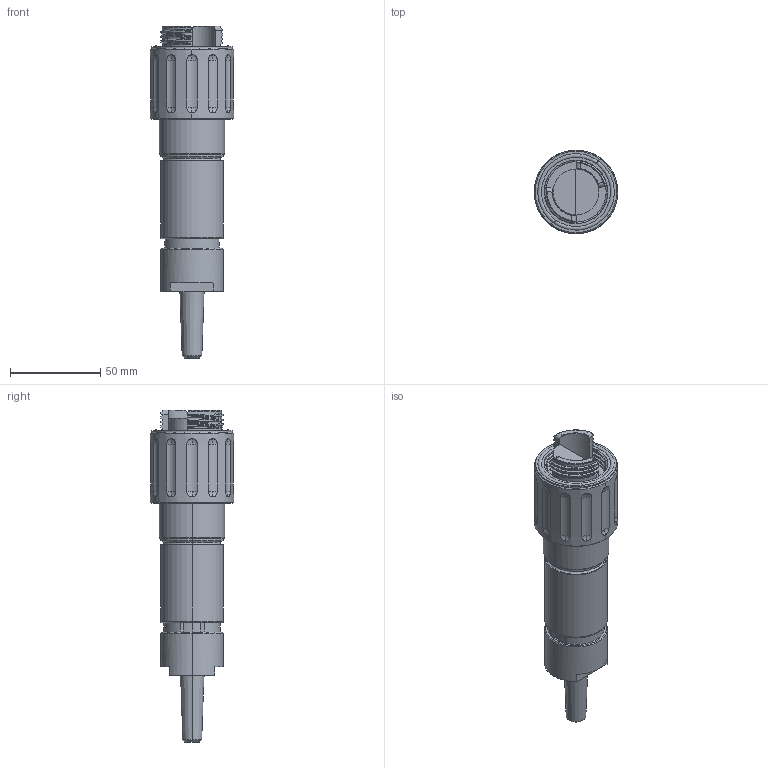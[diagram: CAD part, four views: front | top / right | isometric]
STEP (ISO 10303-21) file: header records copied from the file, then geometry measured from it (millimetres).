
FILE_DESCRIPTION (( 'STEP AP203' ), '1' );
FILE_NAME ('Size 21 Hermaphroditic Plug Body.STEP', '2019-03-29T16:57:17', ( '' ), ( '' ), 'SwSTEP 2.0', 'SolidWorks 2019', '' );
FILE_SCHEMA (( 'CONFIG_CONTROL_DESIGN' ));
Length unit declared in the file: inch
Products named in the file (1): Size 21 Hermaphroditic Plug Body
Bounding box: 46.35 x 46.35 x 184.21 mm (x, y, z)
Volume: 161013.6 mm3; surface area: 26571.3 mm2
Topology: 1 solids, 1 shells, 208 faces, 533 edges, 349 vertices
Faces by surface type: cylinder 70, sphere 48, plane 32, bspline 25, cone 19, torus 14
Entity records: 11012 total; most frequent: CARTESIAN_POINT 6265, ORIENTED_EDGE 1066, DIRECTION 895, EDGE_CURVE 533, AXIS2_PLACEMENT_3D 376, VERTEX_POINT 349, EDGE_LOOP 230, ADVANCED_FACE 208
